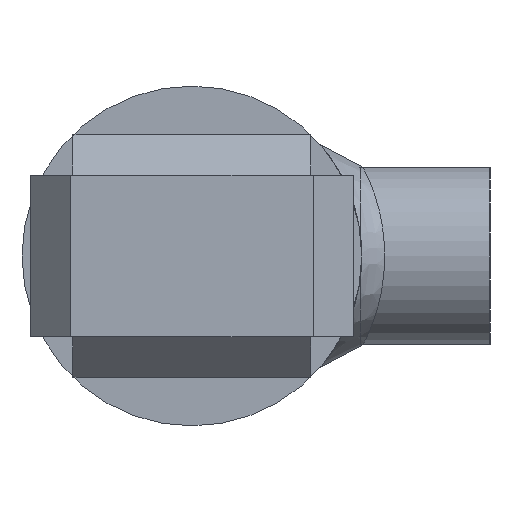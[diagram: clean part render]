
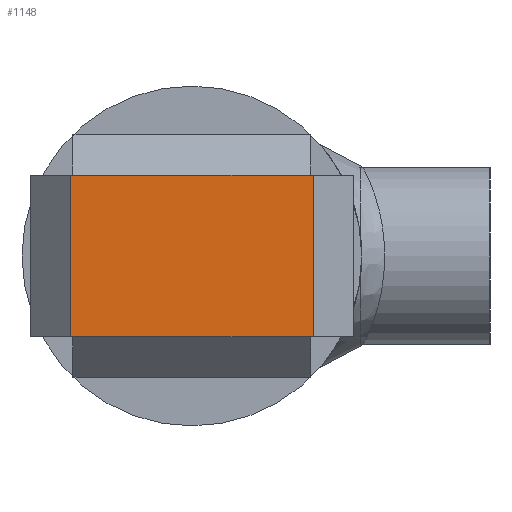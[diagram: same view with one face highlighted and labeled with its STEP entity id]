
A CAD part, left-side view. The second image highlights one B-rep face of the part: STEP entity #1148.
In plain terms, the highlighted face is planar.
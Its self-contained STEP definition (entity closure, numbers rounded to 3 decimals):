
#266=FACE_OUTER_BOUND('',#349,.T.);
#349=EDGE_LOOP('',(#1015,#1016,#1017,#1018));
#423=LINE('',#2995,#501);
#426=LINE('',#3005,#504);
#432=LINE('',#3015,#510);
#433=LINE('',#3017,#511);
#501=VECTOR('',#1676,10.);
#504=VECTOR('',#1685,10.);
#510=VECTOR('',#1693,10.);
#511=VECTOR('',#1696,10.);
#598=VERTEX_POINT('',#2985);
#602=VERTEX_POINT('',#2993);
#604=VERTEX_POINT('',#3001);
#606=VERTEX_POINT('',#3004);
#738=EDGE_CURVE('',#598,#602,#423,.T.);
#742=EDGE_CURVE('',#604,#606,#426,.T.);
#748=EDGE_CURVE('',#598,#604,#432,.T.);
#749=EDGE_CURVE('',#606,#602,#433,.T.);
#1015=ORIENTED_EDGE('',*,*,#748,.F.);
#1016=ORIENTED_EDGE('',*,*,#738,.T.);
#1017=ORIENTED_EDGE('',*,*,#749,.F.);
#1018=ORIENTED_EDGE('',*,*,#742,.F.);
#1083=PLANE('',#1399);
#1148=ADVANCED_FACE('',(#266),#1083,.T.);
#1399=AXIS2_PLACEMENT_3D('',#3016,#1694,#1695);
#1676=DIRECTION('',(0.,1.,0.));
#1685=DIRECTION('',(0.,1.,0.));
#1693=DIRECTION('',(1.,0.,0.));
#1694=DIRECTION('center_axis',(0.,0.,-1.));
#1695=DIRECTION('ref_axis',(0.,1.,0.));
#1696=DIRECTION('',(-1.,0.,0.));
#2985=CARTESIAN_POINT('',(0.,-15.,-24.5));
#2993=CARTESIAN_POINT('',(0.,15.,-24.5));
#2995=CARTESIAN_POINT('',(0.,-20.,-24.5));
#3001=CARTESIAN_POINT('',(20.,-15.,-24.5));
#3004=CARTESIAN_POINT('',(20.,15.,-24.5));
#3005=CARTESIAN_POINT('',(20.,-20.,-24.5));
#3015=CARTESIAN_POINT('',(0.,-15.,-24.5));
#3016=CARTESIAN_POINT('Origin',(0.,-20.,-24.5));
#3017=CARTESIAN_POINT('',(0.,15.,-24.5));
